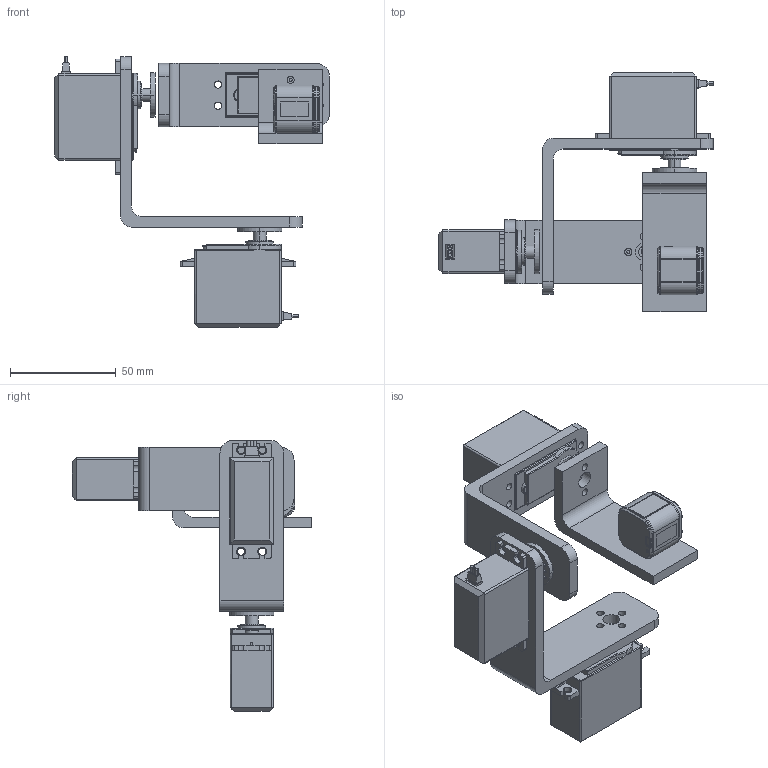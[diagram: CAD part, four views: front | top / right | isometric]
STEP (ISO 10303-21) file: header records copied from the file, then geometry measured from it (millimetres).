
FILE_DESCRIPTION(('CAx-IF Rec.Pracs.---Model Styling and Organization---1.5---2016-08-15','CAx-IF Rec.Pracs.---Geometric and Assembly Validation Properties---4.4---2016-08-17','CAx-IF Rec.Pracs.---User Defined Attributes---1.5---2016-08-15','CAx-IF Rec.Pracs.---External References---2.1---2005-01-19'),'2;1');
FILE_NAME('Ahal Achraf - Gimbal.stp','2024-03-04T21:33:20',('Unspecified'),('Unspecified'),'CAD Exchanger 3.24.0 (cadexchanger.com)','Unspecified','');
FILE_SCHEMA(('AP242_MANAGED_MODEL_BASED_3D_ENGINEERING_MIM_LF { 1 0 10303 442 1 1 4 }'));
Length unit declared in the file: millimetre
Products named in the file (6): Ahal Achraf - Gimbal; Servo MG996R_r2; base 2 ; base 4; Top platform 1; GoPro Hero4 Session
Assembly tree (7 placements, depth 2):
  Ahal Achraf - Gimbal
    Servo MG996R_r2  x3
    base 2 
    base 4
    Top platform 1
    GoPro Hero4 Session
Bounding box: 129.66 x 113.02 x 128.01 mm (x, y, z)
Volume: 161971.4 mm3; surface area: 57118.3 mm2
Topology: 33 solids, 33 shells, 1793 faces, 4292 edges, 2526 vertices
Faces by surface type: cylinder 812, plane 576, torus 230, sphere 114, bspline 46, cone 15
Full cylindrical faces by diameter (mm): 3.4 x18, 8 x3
Entity records: 44438 total; most frequent: CARTESIAN_POINT 9224, DIRECTION 7855, ORIENTED_EDGE 6796, EDGE_CURVE 3398, AXIS2_PLACEMENT_3D 3120, VERTEX_POINT 2020, CIRCLE 1638, LINE 1615
